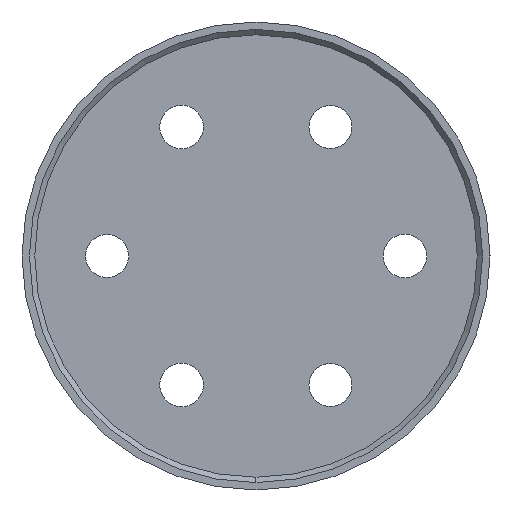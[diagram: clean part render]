
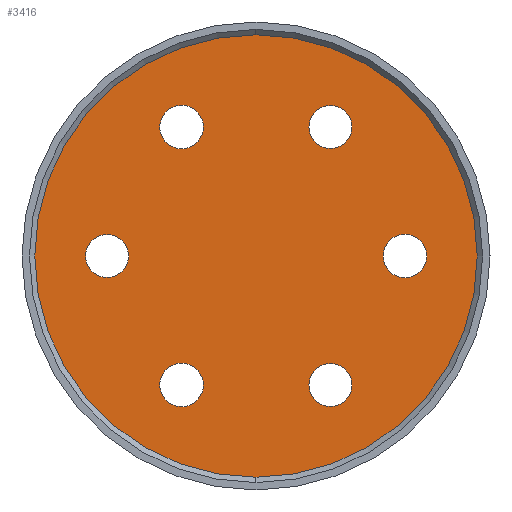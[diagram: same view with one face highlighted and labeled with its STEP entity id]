
A CAD part, left-side view. The second image highlights one B-rep face of the part: STEP entity #3416.
In plain terms, the highlighted planar face has unit normal (-1, 0, 0).
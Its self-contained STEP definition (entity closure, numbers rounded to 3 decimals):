
#158 = EDGE_CURVE ( 'NONE', #3749, #1826, #5756, .T. ) ;
#261 = EDGE_CURVE ( 'NONE', #2696, #6905, #4727, .T. ) ;
#321 = VERTEX_POINT ( 'NONE', #5625 ) ;
#360 = CARTESIAN_POINT ( 'NONE',  ( -10., 14., 2.025 ) ) ;
#441 = CIRCLE ( 'NONE', #4164, 20.8 ) ;
#451 = EDGE_CURVE ( 'NONE', #1826, #3749, #3841, .T. ) ;
#452 = CIRCLE ( 'NONE', #2980, 20.8 ) ;
#474 = CARTESIAN_POINT ( 'NONE',  ( -10., 7., -14.174 ) ) ;
#512 = DIRECTION ( 'NONE',  ( -1., 0., 0. ) ) ;
#572 = DIRECTION ( 'NONE',  ( 1., 0., 0. ) ) ;
#580 = CARTESIAN_POINT ( 'NONE',  ( -10., -14., 0. ) ) ;
#685 = CARTESIAN_POINT ( 'NONE',  ( -10., -7., -14.149 ) ) ;
#688 = CARTESIAN_POINT ( 'NONE',  ( -10., 14., 0. ) ) ;
#730 = AXIS2_PLACEMENT_3D ( 'NONE', #5447, #512, #1216 ) ;
#844 = ORIENTED_EDGE ( 'NONE', *, *, #2645, .F. ) ;
#1011 = FACE_OUTER_BOUND ( 'NONE', #5705, .T. ) ;
#1085 = DIRECTION ( 'NONE',  ( -1., 0., 0. ) ) ;
#1117 = EDGE_CURVE ( 'NONE', #6213, #6477, #1890, .T. ) ;
#1173 = ORIENTED_EDGE ( 'NONE', *, *, #261, .F. ) ;
#1216 = DIRECTION ( 'NONE',  ( 0., 0., 1. ) ) ;
#1270 = DIRECTION ( 'NONE',  ( 0., 0., 1. ) ) ;
#1560 = CARTESIAN_POINT ( 'NONE',  ( -10., -7., 12.124 ) ) ;
#1580 = EDGE_LOOP ( 'NONE', ( #844, #6595 ) ) ;
#1646 = CARTESIAN_POINT ( 'NONE',  ( -10., 0., 0. ) ) ;
#1675 = DIRECTION ( 'NONE',  ( 0., 0., 1. ) ) ;
#1737 = DIRECTION ( 'NONE',  ( 0., 0., 1. ) ) ;
#1826 = VERTEX_POINT ( 'NONE', #360 ) ;
#1884 = AXIS2_PLACEMENT_3D ( 'NONE', #3230, #8112, #1737 ) ;
#1890 = CIRCLE ( 'NONE', #4449, 2.025 ) ;
#1947 = AXIS2_PLACEMENT_3D ( 'NONE', #3857, #5858, #1675 ) ;
#1982 = CARTESIAN_POINT ( 'NONE',  ( -10., -7., -10.099 ) ) ;
#1998 = DIRECTION ( 'NONE',  ( -1., 0., 0. ) ) ;
#2129 = CIRCLE ( 'NONE', #7194, 2.05 ) ;
#2190 = DIRECTION ( 'NONE',  ( 0., 0., 1. ) ) ;
#2241 = DIRECTION ( 'NONE',  ( -1., 0., 0. ) ) ;
#2295 = DIRECTION ( 'NONE',  ( 1., 0., 0. ) ) ;
#2323 = FACE_BOUND ( 'NONE', #2354, .T. ) ;
#2347 = DIRECTION ( 'NONE',  ( -1., 0., 0. ) ) ;
#2354 = EDGE_LOOP ( 'NONE', ( #7779, #3645 ) ) ;
#2505 = FACE_BOUND ( 'NONE', #7750, .T. ) ;
#2645 = EDGE_CURVE ( 'NONE', #8436, #8569, #5892, .T. ) ;
#2667 = CARTESIAN_POINT ( 'NONE',  ( -10., 0., 0. ) ) ;
#2696 = VERTEX_POINT ( 'NONE', #474 ) ;
#2740 = DIRECTION ( 'NONE',  ( 0., 0., 1. ) ) ;
#2753 = DIRECTION ( 'NONE',  ( -1., 0., 0. ) ) ;
#2758 = AXIS2_PLACEMENT_3D ( 'NONE', #3032, #2241, #2190 ) ;
#2774 = EDGE_CURVE ( 'NONE', #6477, #6213, #7367, .T. ) ;
#2899 = EDGE_CURVE ( 'NONE', #8955, #4168, #4406, .T. ) ;
#2911 = AXIS2_PLACEMENT_3D ( 'NONE', #8291, #2753, #5550 ) ;
#2960 = ORIENTED_EDGE ( 'NONE', *, *, #8181, .F. ) ;
#2980 = AXIS2_PLACEMENT_3D ( 'NONE', #1646, #2295, #4486 ) ;
#3032 = CARTESIAN_POINT ( 'NONE',  ( -10., -14., 0. ) ) ;
#3214 = CARTESIAN_POINT ( 'NONE',  ( -10., -14., 2.05 ) ) ;
#3230 = CARTESIAN_POINT ( 'NONE',  ( -10., -7., 12.124 ) ) ;
#3240 = AXIS2_PLACEMENT_3D ( 'NONE', #5395, #8932, #6704 ) ;
#3416 = ADVANCED_FACE ( 'NONE', ( #7393, #4600, #8833, #2323, #5166, #2505, #1011 ), #8001, .F. ) ;
#3568 = CARTESIAN_POINT ( 'NONE',  ( -10., 0., -20.8 ) ) ;
#3645 = ORIENTED_EDGE ( 'NONE', *, *, #5228, .F. ) ;
#3749 = VERTEX_POINT ( 'NONE', #5095 ) ;
#3758 = EDGE_CURVE ( 'NONE', #8569, #8436, #5057, .T. ) ;
#3841 = CIRCLE ( 'NONE', #5620, 2.025 ) ;
#3857 = CARTESIAN_POINT ( 'NONE',  ( -10., 0., 20.8 ) ) ;
#3923 = CARTESIAN_POINT ( 'NONE',  ( -10., -7., 14.149 ) ) ;
#3967 = CARTESIAN_POINT ( 'NONE',  ( -10., -7., 10.099 ) ) ;
#4151 = EDGE_LOOP ( 'NONE', ( #5897, #4812 ) ) ;
#4164 = AXIS2_PLACEMENT_3D ( 'NONE', #2667, #572, #1270 ) ;
#4168 = VERTEX_POINT ( 'NONE', #6573 ) ;
#4406 = CIRCLE ( 'NONE', #2758, 2.05 ) ;
#4449 = AXIS2_PLACEMENT_3D ( 'NONE', #7460, #1085, #6763 ) ;
#4486 = DIRECTION ( 'NONE',  ( 0., 0., 1. ) ) ;
#4600 = FACE_BOUND ( 'NONE', #1580, .T. ) ;
#4727 = CIRCLE ( 'NONE', #7540, 2.05 ) ;
#4744 = CIRCLE ( 'NONE', #730, 2.05 ) ;
#4812 = ORIENTED_EDGE ( 'NONE', *, *, #158, .F. ) ;
#4982 = DIRECTION ( 'NONE',  ( 0., 0., 1. ) ) ;
#5057 = CIRCLE ( 'NONE', #9209, 2.025 ) ;
#5095 = CARTESIAN_POINT ( 'NONE',  ( -10., 14., -2.025 ) ) ;
#5128 = CIRCLE ( 'NONE', #6907, 2.05 ) ;
#5166 = FACE_BOUND ( 'NONE', #8335, .T. ) ;
#5228 = EDGE_CURVE ( 'NONE', #4168, #8955, #2129, .T. ) ;
#5395 = CARTESIAN_POINT ( 'NONE',  ( -10., 14., 0. ) ) ;
#5397 = VERTEX_POINT ( 'NONE', #3568 ) ;
#5447 = CARTESIAN_POINT ( 'NONE',  ( -10., 7., -12.124 ) ) ;
#5471 = DIRECTION ( 'NONE',  ( -1., 0., 0. ) ) ;
#5550 = DIRECTION ( 'NONE',  ( 0., 0., 1. ) ) ;
#5606 = ORIENTED_EDGE ( 'NONE', *, *, #2774, .F. ) ;
#5615 = ORIENTED_EDGE ( 'NONE', *, *, #7432, .F. ) ;
#5620 = AXIS2_PLACEMENT_3D ( 'NONE', #688, #7862, #8651 ) ;
#5625 = CARTESIAN_POINT ( 'NONE',  ( -10., 7., 10.074 ) ) ;
#5646 = EDGE_LOOP ( 'NONE', ( #5606, #5721 ) ) ;
#5690 = EDGE_CURVE ( 'NONE', #321, #7340, #7785, .T. ) ;
#5705 = EDGE_LOOP ( 'NONE', ( #2960, #6747 ) ) ;
#5721 = ORIENTED_EDGE ( 'NONE', *, *, #1117, .F. ) ;
#5756 = CIRCLE ( 'NONE', #3240, 2.025 ) ;
#5807 = CARTESIAN_POINT ( 'NONE',  ( -10., 7., 12.124 ) ) ;
#5858 = DIRECTION ( 'NONE',  ( 1., 0., 0. ) ) ;
#5892 = CIRCLE ( 'NONE', #1884, 2.025 ) ;
#5897 = ORIENTED_EDGE ( 'NONE', *, *, #451, .F. ) ;
#5926 = DIRECTION ( 'NONE',  ( 0., 0., 1. ) ) ;
#5958 = CARTESIAN_POINT ( 'NONE',  ( -10., 7., -12.124 ) ) ;
#6151 = AXIS2_PLACEMENT_3D ( 'NONE', #8556, #8657, #4982 ) ;
#6186 = EDGE_CURVE ( 'NONE', #7340, #321, #5128, .T. ) ;
#6213 = VERTEX_POINT ( 'NONE', #685 ) ;
#6477 = VERTEX_POINT ( 'NONE', #1982 ) ;
#6510 = DIRECTION ( 'NONE',  ( -1., 0., 0. ) ) ;
#6573 = CARTESIAN_POINT ( 'NONE',  ( -10., -14., -2.05 ) ) ;
#6595 = ORIENTED_EDGE ( 'NONE', *, *, #3758, .F. ) ;
#6661 = VERTEX_POINT ( 'NONE', #7057 ) ;
#6704 = DIRECTION ( 'NONE',  ( 0., 0., 1. ) ) ;
#6747 = ORIENTED_EDGE ( 'NONE', *, *, #8461, .F. ) ;
#6763 = DIRECTION ( 'NONE',  ( 0., 0., 1. ) ) ;
#6905 = VERTEX_POINT ( 'NONE', #8342 ) ;
#6907 = AXIS2_PLACEMENT_3D ( 'NONE', #5807, #6510, #7117 ) ;
#6939 = CARTESIAN_POINT ( 'NONE',  ( -10., 7., 14.174 ) ) ;
#6941 = ORIENTED_EDGE ( 'NONE', *, *, #6186, .F. ) ;
#7057 = CARTESIAN_POINT ( 'NONE',  ( -10., 0., 20.8 ) ) ;
#7117 = DIRECTION ( 'NONE',  ( 0., 0., 1. ) ) ;
#7194 = AXIS2_PLACEMENT_3D ( 'NONE', #580, #5471, #8310 ) ;
#7281 = ORIENTED_EDGE ( 'NONE', *, *, #5690, .F. ) ;
#7340 = VERTEX_POINT ( 'NONE', #6939 ) ;
#7367 = CIRCLE ( 'NONE', #2911, 2.025 ) ;
#7393 = FACE_BOUND ( 'NONE', #4151, .T. ) ;
#7432 = EDGE_CURVE ( 'NONE', #6905, #2696, #4744, .T. ) ;
#7460 = CARTESIAN_POINT ( 'NONE',  ( -10., -7., -12.124 ) ) ;
#7540 = AXIS2_PLACEMENT_3D ( 'NONE', #5958, #1998, #2740 ) ;
#7750 = EDGE_LOOP ( 'NONE', ( #6941, #7281 ) ) ;
#7779 = ORIENTED_EDGE ( 'NONE', *, *, #2899, .F. ) ;
#7785 = CIRCLE ( 'NONE', #6151, 2.05 ) ;
#7862 = DIRECTION ( 'NONE',  ( -1., 0., 0. ) ) ;
#8001 = PLANE ( 'NONE',  #1947 ) ;
#8112 = DIRECTION ( 'NONE',  ( -1., 0., 0. ) ) ;
#8181 = EDGE_CURVE ( 'NONE', #5397, #6661, #441, .T. ) ;
#8291 = CARTESIAN_POINT ( 'NONE',  ( -10., -7., -12.124 ) ) ;
#8310 = DIRECTION ( 'NONE',  ( 0., 0., 1. ) ) ;
#8335 = EDGE_LOOP ( 'NONE', ( #5615, #1173 ) ) ;
#8342 = CARTESIAN_POINT ( 'NONE',  ( -10., 7., -10.074 ) ) ;
#8436 = VERTEX_POINT ( 'NONE', #3923 ) ;
#8461 = EDGE_CURVE ( 'NONE', #6661, #5397, #452, .T. ) ;
#8556 = CARTESIAN_POINT ( 'NONE',  ( -10., 7., 12.124 ) ) ;
#8569 = VERTEX_POINT ( 'NONE', #3967 ) ;
#8651 = DIRECTION ( 'NONE',  ( 0., 0., 1. ) ) ;
#8657 = DIRECTION ( 'NONE',  ( -1., 0., 0. ) ) ;
#8833 = FACE_BOUND ( 'NONE', #5646, .T. ) ;
#8932 = DIRECTION ( 'NONE',  ( -1., 0., 0. ) ) ;
#8955 = VERTEX_POINT ( 'NONE', #3214 ) ;
#9209 = AXIS2_PLACEMENT_3D ( 'NONE', #1560, #2347, #5926 ) ;
